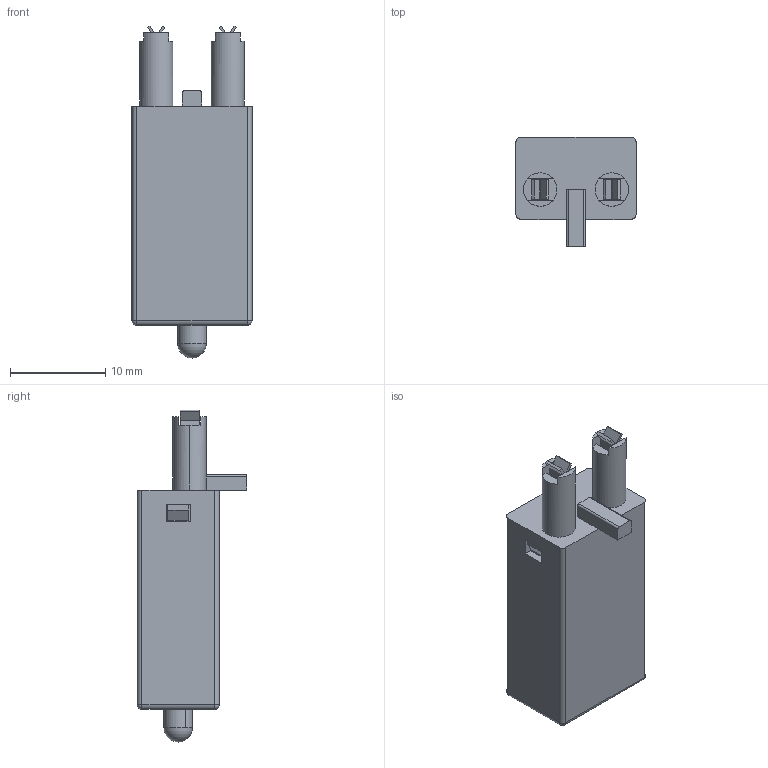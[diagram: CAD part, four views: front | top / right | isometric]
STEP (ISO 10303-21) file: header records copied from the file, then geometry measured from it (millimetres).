
FILE_DESCRIPTION (( 'STEP AP203' ), '1' );
FILE_NAME ('AMD耀輸 俋倛.STEP', '2022-12-06T07:00:53', ( '' ), ( '' ), 'SwSTEP 2.0', 'SolidWorks 2018', '' );
FILE_SCHEMA (( 'CONFIG_CONTROL_DESIGN' ));
Length unit declared in the file: millimetre
Products named in the file (1): AMD耀輸 俋倛
Bounding box: 12.6 x 11.5 x 34.83 mm (x, y, z)
Volume: 2629.4 mm3; surface area: 1670.2 mm2
Topology: 1 solids, 1 shells, 142 faces, 377 edges, 240 vertices
Faces by surface type: plane 103, cylinder 34, sphere 5
Entity records: 4367 total; most frequent: CARTESIAN_POINT 823, ORIENTED_EDGE 740, DIRECTION 692, EDGE_CURVE 370, VECTOR 286, LINE 286, VERTEX_POINT 238, AXIS2_PLACEMENT_3D 203
